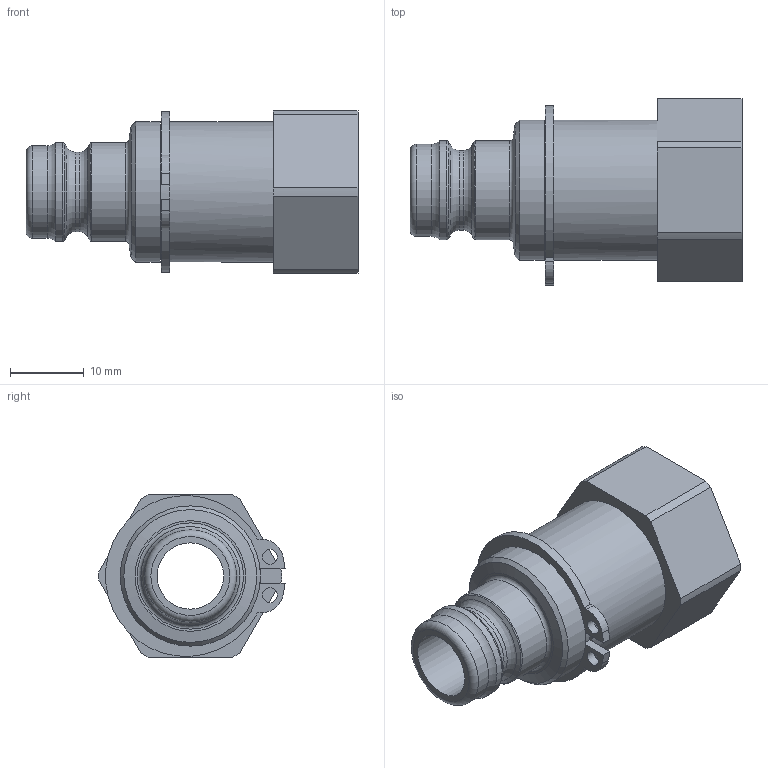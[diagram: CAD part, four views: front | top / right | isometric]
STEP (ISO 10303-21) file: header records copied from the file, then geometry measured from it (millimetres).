
FILE_DESCRIPTION(/* description */ (''),/* implementation_level */ '2;1');
FILE_NAME(/* name */ 'MKWH 38 NI.stp',/* time_stamp */ '2023-04-25T11:46:13+02:00',/* author */ ('meier'),/* organization */ (''),/* preprocessor_version */ 'ST-DEVELOPER v18.1',/* originating_system */ 'Autodesk Inventor 2022',/* authorisation */ '0 mm^3');
FILE_SCHEMA (('AUTOMOTIVE_DESIGN { 1 0 10303 214 3 1 1 }'));
Length unit declared in the file: millimetre
Products named in the file (1): LUE_00024599
Bounding box: 45 x 25.24 x 22 mm (x, y, z)
Volume: 7886.8 mm3; surface area: 5074.1 mm2
Topology: 1 solids, 1 shells, 57 faces, 144 edges, 95 vertices
Faces by surface type: plane 22, cylinder 21, cone 7, torus 7
Full cylindrical faces by diameter (mm): 2 x2, 9 x1, 10.8 x1, 12.5 x1, 13.4 x2, 14.95 x1, 17 x1, 18 x1, 19 x2
Entity records: 1878 total; most frequent: DIRECTION 337, CARTESIAN_POINT 297, ORIENTED_EDGE 288, EDGE_CURVE 144, AXIS2_PLACEMENT_3D 135, VERTEX_POINT 94, CIRCLE 77, EDGE_LOOP 68
